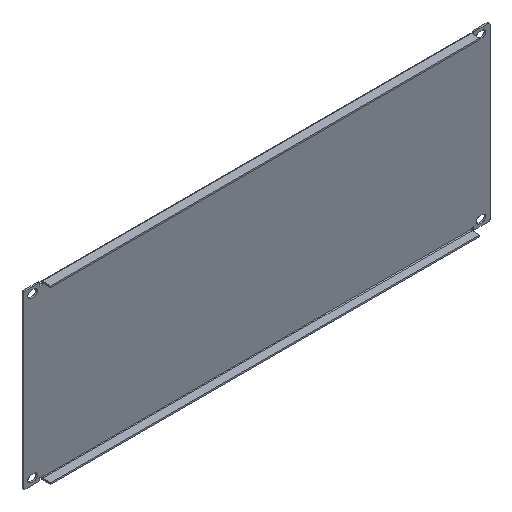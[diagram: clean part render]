
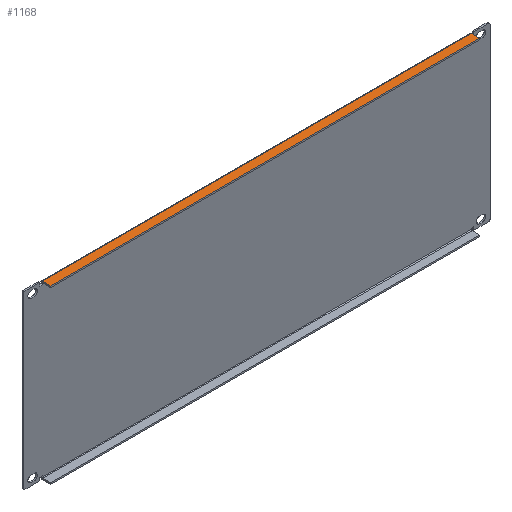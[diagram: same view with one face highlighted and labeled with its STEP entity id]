
A CAD part, isometric view. The second image highlights one B-rep face of the part: STEP entity #1168.
In plain terms, the highlighted planar face has unit normal (0, 0, 1).
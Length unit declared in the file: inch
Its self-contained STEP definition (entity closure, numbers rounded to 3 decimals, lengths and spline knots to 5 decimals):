
#32 = EDGE_CURVE ( 'NONE', #439, #1413, #865, .T. ) ;
#102 = CARTESIAN_POINT ( 'NONE',  ( 8.74016, -0.38047, 3.5 ) ) ;
#200 = CARTESIAN_POINT ( 'NONE',  ( -9.5, 0.02953, 3.5 ) ) ;
#210 = DIRECTION ( 'NONE',  ( 0., 1., 0. ) ) ;
#329 = DIRECTION ( 'NONE',  ( 0., 1., 0. ) ) ;
#439 = VERTEX_POINT ( 'NONE', #1018 ) ;
#479 = DIRECTION ( 'NONE',  ( -1., 0., 0. ) ) ;
#505 = VERTEX_POINT ( 'NONE', #1200 ) ;
#523 = EDGE_LOOP ( 'NONE', ( #665, #1780, #1808, #999 ) ) ;
#629 = LINE ( 'NONE', #1201, #936 ) ;
#665 = ORIENTED_EDGE ( 'NONE', *, *, #741, .T. ) ;
#669 = VECTOR ( 'NONE', #1129, 39.37008 ) ;
#713 = CARTESIAN_POINT ( 'NONE',  ( 8.74016, -0.38047, 3.5 ) ) ;
#722 = AXIS2_PLACEMENT_3D ( 'NONE', #200, #1764, #479 ) ;
#741 = EDGE_CURVE ( 'NONE', #909, #439, #1454, .T. ) ;
#812 = VECTOR ( 'NONE', #1012, 39.37008 ) ;
#865 = LINE ( 'NONE', #1575, #669 ) ;
#909 = VERTEX_POINT ( 'NONE', #102 ) ;
#936 = VECTOR ( 'NONE', #210, 39.37008 ) ;
#999 = ORIENTED_EDGE ( 'NONE', *, *, #1040, .F. ) ;
#1012 = DIRECTION ( 'NONE',  ( -1., 0., 0. ) ) ;
#1018 = CARTESIAN_POINT ( 'NONE',  ( 8.74016, -0.03047, 3.5 ) ) ;
#1019 = CARTESIAN_POINT ( 'NONE',  ( -8.74016, -0.03047, 3.5 ) ) ;
#1040 = EDGE_CURVE ( 'NONE', #909, #505, #1271, .T. ) ;
#1129 = DIRECTION ( 'NONE',  ( -1., 0., 0. ) ) ;
#1168 = ADVANCED_FACE ( 'NONE', ( #1338 ), #1479, .F. ) ;
#1200 = CARTESIAN_POINT ( 'NONE',  ( -8.74016, -0.38047, 3.5 ) ) ;
#1201 = CARTESIAN_POINT ( 'NONE',  ( -8.74016, -0.02953, 3.5 ) ) ;
#1271 = LINE ( 'NONE', #713, #812 ) ;
#1338 = FACE_OUTER_BOUND ( 'NONE', #523, .T. ) ;
#1413 = VERTEX_POINT ( 'NONE', #1019 ) ;
#1454 = LINE ( 'NONE', #1717, #1731 ) ;
#1479 = PLANE ( 'NONE',  #722 ) ;
#1536 = EDGE_CURVE ( 'NONE', #505, #1413, #629, .T. ) ;
#1575 = CARTESIAN_POINT ( 'NONE',  ( -9.5, -0.03047, 3.5 ) ) ;
#1717 = CARTESIAN_POINT ( 'NONE',  ( 8.74016, -0.02953, 3.5 ) ) ;
#1731 = VECTOR ( 'NONE', #329, 39.37008 ) ;
#1764 = DIRECTION ( 'NONE',  ( 0., 0., -1. ) ) ;
#1780 = ORIENTED_EDGE ( 'NONE', *, *, #32, .T. ) ;
#1808 = ORIENTED_EDGE ( 'NONE', *, *, #1536, .F. ) ;
